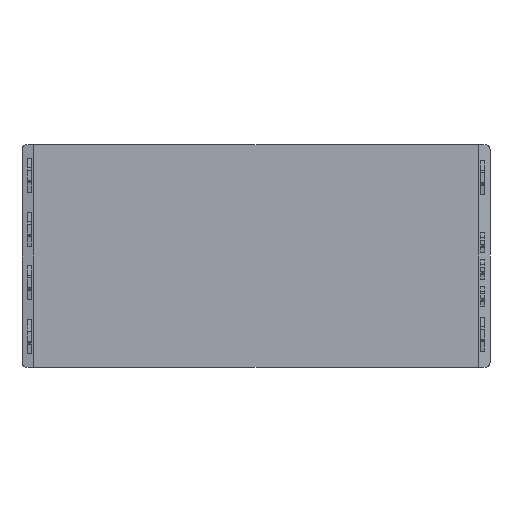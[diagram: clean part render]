
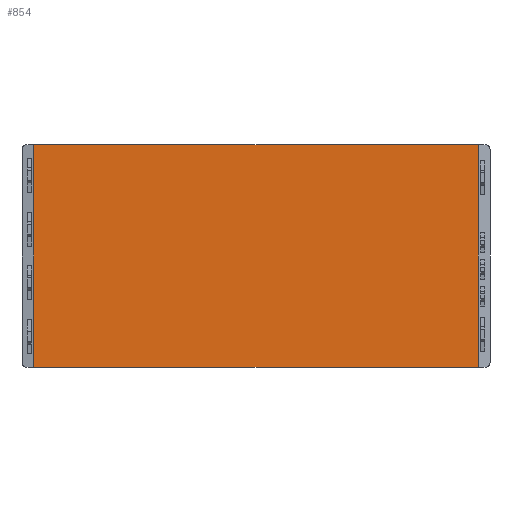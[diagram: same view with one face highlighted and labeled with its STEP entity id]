
A CAD part, front view. The second image highlights one B-rep face of the part: STEP entity #854.
In plain terms, the highlighted planar face has unit normal (0, -1, 0).
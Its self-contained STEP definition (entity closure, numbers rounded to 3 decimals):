
#175 = EDGE_CURVE ( 'NONE', #4718, #1579, #582, .T. ) ;
#182 = VERTEX_POINT ( 'NONE', #4026 ) ;
#582 = LINE ( 'NONE', #1733, #4171 ) ;
#639 = DIRECTION ( 'NONE',  ( 0., 0., 1. ) ) ;
#774 = ORIENTED_EDGE ( 'NONE', *, *, #175, .F. ) ;
#775 = CARTESIAN_POINT ( 'NONE',  ( -22.75, -4.16, 11.4 ) ) ;
#854 = ADVANCED_FACE ( 'NONE', ( #974 ), #4006, .F. ) ;
#974 = FACE_OUTER_BOUND ( 'NONE', #2820, .T. ) ;
#1146 = DIRECTION ( 'NONE',  ( 0., 0., 1. ) ) ;
#1322 = ORIENTED_EDGE ( 'NONE', *, *, #3311, .F. ) ;
#1407 = DIRECTION ( 'NONE',  ( 1., 0., 0. ) ) ;
#1439 = VECTOR ( 'NONE', #4536, 1000. ) ;
#1481 = CARTESIAN_POINT ( 'NONE',  ( -22.75, -4.16, -11.4 ) ) ;
#1579 = VERTEX_POINT ( 'NONE', #3407 ) ;
#1733 = CARTESIAN_POINT ( 'NONE',  ( 22.75, -4.16, 11.4 ) ) ;
#1852 = DIRECTION ( 'NONE',  ( -1., 0., 0. ) ) ;
#2076 = LINE ( 'NONE', #4152, #1439 ) ;
#2121 = DIRECTION ( 'NONE',  ( 0., 1., 0. ) ) ;
#2820 = EDGE_LOOP ( 'NONE', ( #774, #3579, #1322, #4794 ) ) ;
#2984 = CARTESIAN_POINT ( 'NONE',  ( -22.75, -4.16, 11.4 ) ) ;
#3311 = EDGE_CURVE ( 'NONE', #182, #3528, #4045, .T. ) ;
#3407 = CARTESIAN_POINT ( 'NONE',  ( 22.75, -4.16, 11.4 ) ) ;
#3528 = VERTEX_POINT ( 'NONE', #4284 ) ;
#3563 = LINE ( 'NONE', #775, #4820 ) ;
#3579 = ORIENTED_EDGE ( 'NONE', *, *, #4135, .F. ) ;
#3901 = AXIS2_PLACEMENT_3D ( 'NONE', #4384, #2121, #639 ) ;
#4006 = PLANE ( 'NONE',  #3901 ) ;
#4026 = CARTESIAN_POINT ( 'NONE',  ( 22.75, -4.16, -11.4 ) ) ;
#4045 = LINE ( 'NONE', #1481, #4223 ) ;
#4135 = EDGE_CURVE ( 'NONE', #3528, #4718, #3563, .T. ) ;
#4152 = CARTESIAN_POINT ( 'NONE',  ( 22.75, -4.16, -11.4 ) ) ;
#4171 = VECTOR ( 'NONE', #1407, 1000. ) ;
#4223 = VECTOR ( 'NONE', #1852, 1000. ) ;
#4284 = CARTESIAN_POINT ( 'NONE',  ( -22.75, -4.16, -11.4 ) ) ;
#4384 = CARTESIAN_POINT ( 'NONE',  ( 0., -4.16, 0. ) ) ;
#4536 = DIRECTION ( 'NONE',  ( 0., 0., -1. ) ) ;
#4718 = VERTEX_POINT ( 'NONE', #2984 ) ;
#4794 = ORIENTED_EDGE ( 'NONE', *, *, #4843, .F. ) ;
#4820 = VECTOR ( 'NONE', #1146, 1000. ) ;
#4843 = EDGE_CURVE ( 'NONE', #1579, #182, #2076, .T. ) ;
